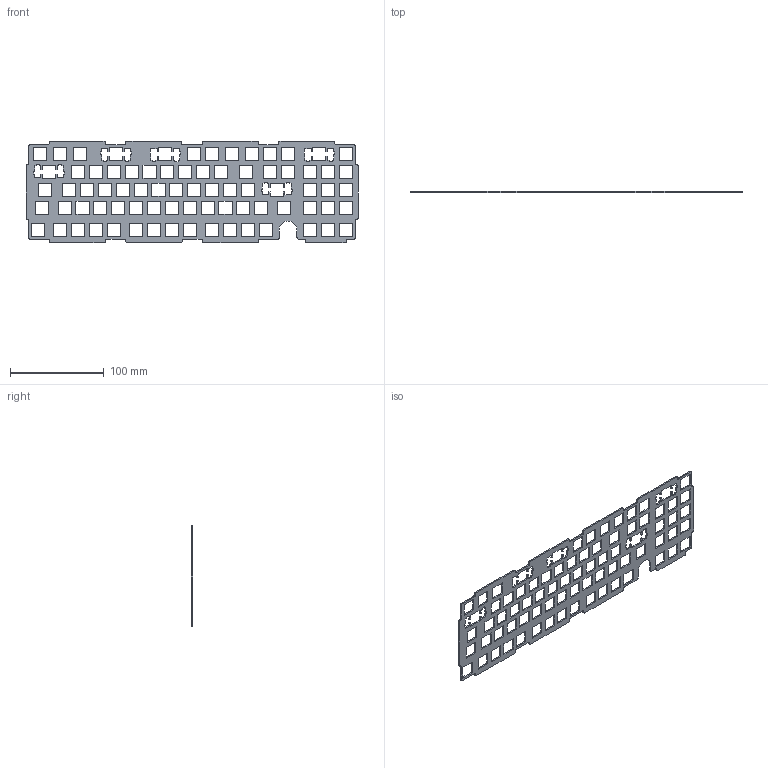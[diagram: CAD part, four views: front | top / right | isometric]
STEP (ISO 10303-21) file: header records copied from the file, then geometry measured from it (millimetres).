
FILE_DESCRIPTION (( 'STEP AP214' ), '1' );
FILE_NAME ('Plate.STEP', '2022-08-12T21:19:38', ( '' ), ( '' ), 'SwSTEP 2.0', 'SolidWorks 2019', '' );
FILE_SCHEMA (( 'AUTOMOTIVE_DESIGN' ));
Length unit declared in the file: millimetre
Products named in the file (1): Plate
Bounding box: 353.92 x 1.5 x 108.27 mm (x, y, z)
Volume: 30775.4 mm3; surface area: 49587.4 mm2
Topology: 1 solids, 1 shells, 568 faces, 1698 edges, 1132 vertices
Faces by surface type: plane 521, cylinder 47
Entity records: 19142 total; most frequent: CARTESIAN_POINT 3399, ORIENTED_EDGE 3396, DIRECTION 2930, EDGE_CURVE 1698, VECTOR 1604, LINE 1604, VERTEX_POINT 1132, EDGE_LOOP 724
